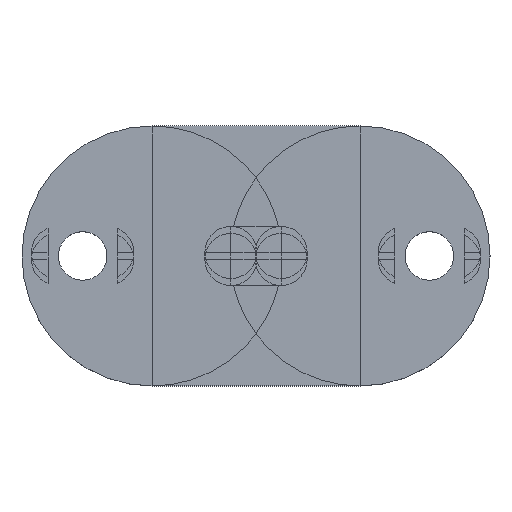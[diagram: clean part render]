
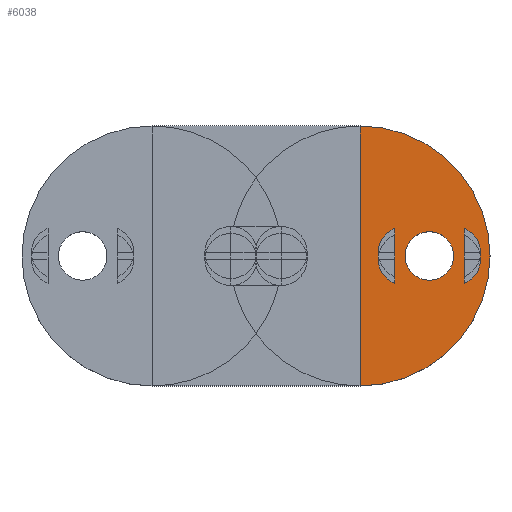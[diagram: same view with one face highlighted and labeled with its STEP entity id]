
A CAD part, top view. The second image highlights one B-rep face of the part: STEP entity #6038.
In plain terms, the highlighted planar face has unit normal (0, 0, 1).
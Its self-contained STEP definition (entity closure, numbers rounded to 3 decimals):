
#2507 = VERTEX_POINT('',#2508);
#2508 = CARTESIAN_POINT('',(12.,15.,110.));
#4133 = VERTEX_POINT('',#4134);
#4134 = CARTESIAN_POINT('',(12.,-15.,110.));
#5521 = VERTEX_POINT('',#5522);
#5522 = CARTESIAN_POINT('',(27.,0.,110.));
#5528 = EDGE_CURVE('',#5521,#2507,#5529,.T.);
#5529 = CIRCLE('',#5530,15.);
#5530 = AXIS2_PLACEMENT_3D('',#5531,#5532,#5533);
#5531 = CARTESIAN_POINT('',(12.,0.,110.));
#5532 = DIRECTION('',(0.,0.,1.));
#5533 = DIRECTION('',(1.,0.,0.));
#5820 = EDGE_CURVE('',#4133,#5521,#5821,.T.);
#5821 = CIRCLE('',#5822,15.);
#5822 = AXIS2_PLACEMENT_3D('',#5823,#5824,#5825);
#5823 = CARTESIAN_POINT('',(12.,0.,110.));
#5824 = DIRECTION('',(0.,0.,1.));
#5825 = DIRECTION('',(1.,0.,0.));
#5873 = VERTEX_POINT('',#5874);
#5874 = CARTESIAN_POINT('',(22.8,0.,110.));
#5880 = EDGE_CURVE('',#5873,#5873,#5881,.T.);
#5881 = CIRCLE('',#5882,2.8);
#5882 = AXIS2_PLACEMENT_3D('',#5883,#5884,#5885);
#5883 = CARTESIAN_POINT('',(20.,0.,110.));
#5884 = DIRECTION('',(0.,0.,1.));
#5885 = DIRECTION('',(1.,0.,0.));
#6038 = ADVANCED_FACE('',(#6039,#6049,#6052,#6120),#6188,.T.);
#6039 = FACE_BOUND('',#6040,.T.);
#6040 = EDGE_LOOP('',(#6041,#6042,#6043));
#6041 = ORIENTED_EDGE('',*,*,#5820,.T.);
#6042 = ORIENTED_EDGE('',*,*,#5528,.T.);
#6043 = ORIENTED_EDGE('',*,*,#6044,.F.);
#6044 = EDGE_CURVE('',#4133,#2507,#6045,.T.);
#6045 = LINE('',#6046,#6047);
#6046 = CARTESIAN_POINT('',(12.,-15.,110.));
#6047 = VECTOR('',#6048,1.);
#6048 = DIRECTION('',(0.,1.,0.));
#6049 = FACE_BOUND('',#6050,.T.);
#6050 = EDGE_LOOP('',(#6051));
#6051 = ORIENTED_EDGE('',*,*,#5880,.F.);
#6052 = FACE_BOUND('',#6053,.T.);
#6053 = EDGE_LOOP('',(#6054,#6065,#6073,#6081,#6089,#6097,#6105,#6114));
#6054 = ORIENTED_EDGE('',*,*,#6055,.F.);
#6055 = EDGE_CURVE('',#6056,#6058,#6060,.T.);
#6056 = VERTEX_POINT('',#6057);
#6057 = CARTESIAN_POINT('',(16.,3.191,110.));
#6058 = VERTEX_POINT('',#6059);
#6059 = CARTESIAN_POINT('',(14.1,0.4,110.));
#6060 = CIRCLE('',#6061,3.);
#6061 = AXIS2_PLACEMENT_3D('',#6062,#6063,#6064);
#6062 = CARTESIAN_POINT('',(17.1,0.4,110.));
#6063 = DIRECTION('',(0.,0.,1.));
#6064 = DIRECTION('',(1.,0.,0.));
#6065 = ORIENTED_EDGE('',*,*,#6066,.F.);
#6066 = EDGE_CURVE('',#6067,#6056,#6069,.T.);
#6067 = VERTEX_POINT('',#6068);
#6068 = CARTESIAN_POINT('',(16.,2.391,110.));
#6069 = LINE('',#6070,#6071);
#6070 = CARTESIAN_POINT('',(16.,-4.,110.));
#6071 = VECTOR('',#6072,1.);
#6072 = DIRECTION('',(0.,1.,0.));
#6073 = ORIENTED_EDGE('',*,*,#6074,.F.);
#6074 = EDGE_CURVE('',#6075,#6067,#6077,.T.);
#6075 = VERTEX_POINT('',#6076);
#6076 = CARTESIAN_POINT('',(16.,0.4,110.));
#6077 = LINE('',#6078,#6079);
#6078 = CARTESIAN_POINT('',(16.,-4.,110.));
#6079 = VECTOR('',#6080,1.);
#6080 = DIRECTION('',(0.,1.,0.));
#6081 = ORIENTED_EDGE('',*,*,#6082,.F.);
#6082 = EDGE_CURVE('',#6083,#6075,#6085,.T.);
#6083 = VERTEX_POINT('',#6084);
#6084 = CARTESIAN_POINT('',(16.,-0.4,110.));
#6085 = LINE('',#6086,#6087);
#6086 = CARTESIAN_POINT('',(16.,-4.,110.));
#6087 = VECTOR('',#6088,1.);
#6088 = DIRECTION('',(0.,1.,0.));
#6089 = ORIENTED_EDGE('',*,*,#6090,.F.);
#6090 = EDGE_CURVE('',#6091,#6083,#6093,.T.);
#6091 = VERTEX_POINT('',#6092);
#6092 = CARTESIAN_POINT('',(16.,-2.391,110.));
#6093 = LINE('',#6094,#6095);
#6094 = CARTESIAN_POINT('',(16.,-4.,110.));
#6095 = VECTOR('',#6096,1.);
#6096 = DIRECTION('',(0.,1.,0.));
#6097 = ORIENTED_EDGE('',*,*,#6098,.F.);
#6098 = EDGE_CURVE('',#6099,#6091,#6101,.T.);
#6099 = VERTEX_POINT('',#6100);
#6100 = CARTESIAN_POINT('',(16.,-3.191,110.));
#6101 = LINE('',#6102,#6103);
#6102 = CARTESIAN_POINT('',(16.,-4.,110.));
#6103 = VECTOR('',#6104,1.);
#6104 = DIRECTION('',(0.,1.,0.));
#6105 = ORIENTED_EDGE('',*,*,#6106,.F.);
#6106 = EDGE_CURVE('',#6107,#6099,#6109,.T.);
#6107 = VERTEX_POINT('',#6108);
#6108 = CARTESIAN_POINT('',(14.1,-0.4,110.));
#6109 = CIRCLE('',#6110,3.);
#6110 = AXIS2_PLACEMENT_3D('',#6111,#6112,#6113);
#6111 = CARTESIAN_POINT('',(17.1,-0.4,110.));
#6112 = DIRECTION('',(0.,0.,1.));
#6113 = DIRECTION('',(1.,0.,0.));
#6114 = ORIENTED_EDGE('',*,*,#6115,.T.);
#6115 = EDGE_CURVE('',#6107,#6058,#6116,.T.);
#6116 = LINE('',#6117,#6118);
#6117 = CARTESIAN_POINT('',(14.1,-0.4,110.));
#6118 = VECTOR('',#6119,1.);
#6119 = DIRECTION('',(0.,1.,0.));
#6120 = FACE_BOUND('',#6121,.T.);
#6121 = EDGE_LOOP('',(#6122,#6133,#6141,#6150,#6158,#6166,#6174,#6182));
#6122 = ORIENTED_EDGE('',*,*,#6123,.F.);
#6123 = EDGE_CURVE('',#6124,#6126,#6128,.T.);
#6124 = VERTEX_POINT('',#6125);
#6125 = CARTESIAN_POINT('',(25.9,0.4,110.));
#6126 = VERTEX_POINT('',#6127);
#6127 = CARTESIAN_POINT('',(24.,3.191,110.));
#6128 = CIRCLE('',#6129,3.);
#6129 = AXIS2_PLACEMENT_3D('',#6130,#6131,#6132);
#6130 = CARTESIAN_POINT('',(22.9,0.4,110.));
#6131 = DIRECTION('',(0.,0.,1.));
#6132 = DIRECTION('',(1.,0.,0.));
#6133 = ORIENTED_EDGE('',*,*,#6134,.F.);
#6134 = EDGE_CURVE('',#6135,#6124,#6137,.T.);
#6135 = VERTEX_POINT('',#6136);
#6136 = CARTESIAN_POINT('',(25.9,-0.4,110.));
#6137 = LINE('',#6138,#6139);
#6138 = CARTESIAN_POINT('',(25.9,-0.4,110.));
#6139 = VECTOR('',#6140,1.);
#6140 = DIRECTION('',(0.,1.,0.));
#6141 = ORIENTED_EDGE('',*,*,#6142,.F.);
#6142 = EDGE_CURVE('',#6143,#6135,#6145,.T.);
#6143 = VERTEX_POINT('',#6144);
#6144 = CARTESIAN_POINT('',(24.,-3.191,110.));
#6145 = CIRCLE('',#6146,3.);
#6146 = AXIS2_PLACEMENT_3D('',#6147,#6148,#6149);
#6147 = CARTESIAN_POINT('',(22.9,-0.4,110.));
#6148 = DIRECTION('',(0.,0.,1.));
#6149 = DIRECTION('',(1.,0.,0.));
#6150 = ORIENTED_EDGE('',*,*,#6151,.T.);
#6151 = EDGE_CURVE('',#6143,#6152,#6154,.T.);
#6152 = VERTEX_POINT('',#6153);
#6153 = CARTESIAN_POINT('',(24.,-2.391,110.));
#6154 = LINE('',#6155,#6156);
#6155 = CARTESIAN_POINT('',(24.,-4.,110.));
#6156 = VECTOR('',#6157,1.);
#6157 = DIRECTION('',(0.,1.,0.));
#6158 = ORIENTED_EDGE('',*,*,#6159,.T.);
#6159 = EDGE_CURVE('',#6152,#6160,#6162,.T.);
#6160 = VERTEX_POINT('',#6161);
#6161 = CARTESIAN_POINT('',(24.,-0.4,110.));
#6162 = LINE('',#6163,#6164);
#6163 = CARTESIAN_POINT('',(24.,-4.,110.));
#6164 = VECTOR('',#6165,1.);
#6165 = DIRECTION('',(0.,1.,0.));
#6166 = ORIENTED_EDGE('',*,*,#6167,.T.);
#6167 = EDGE_CURVE('',#6160,#6168,#6170,.T.);
#6168 = VERTEX_POINT('',#6169);
#6169 = CARTESIAN_POINT('',(24.,0.4,110.));
#6170 = LINE('',#6171,#6172);
#6171 = CARTESIAN_POINT('',(24.,-4.,110.));
#6172 = VECTOR('',#6173,1.);
#6173 = DIRECTION('',(0.,1.,0.));
#6174 = ORIENTED_EDGE('',*,*,#6175,.T.);
#6175 = EDGE_CURVE('',#6168,#6176,#6178,.T.);
#6176 = VERTEX_POINT('',#6177);
#6177 = CARTESIAN_POINT('',(24.,2.391,110.));
#6178 = LINE('',#6179,#6180);
#6179 = CARTESIAN_POINT('',(24.,-4.,110.));
#6180 = VECTOR('',#6181,1.);
#6181 = DIRECTION('',(0.,1.,0.));
#6182 = ORIENTED_EDGE('',*,*,#6183,.T.);
#6183 = EDGE_CURVE('',#6176,#6126,#6184,.T.);
#6184 = LINE('',#6185,#6186);
#6185 = CARTESIAN_POINT('',(24.,-4.,110.));
#6186 = VECTOR('',#6187,1.);
#6187 = DIRECTION('',(0.,1.,0.));
#6188 = PLANE('',#6189);
#6189 = AXIS2_PLACEMENT_3D('',#6190,#6191,#6192);
#6190 = CARTESIAN_POINT('',(12.,0.,110.));
#6191 = DIRECTION('',(0.,0.,1.));
#6192 = DIRECTION('',(1.,0.,0.));
